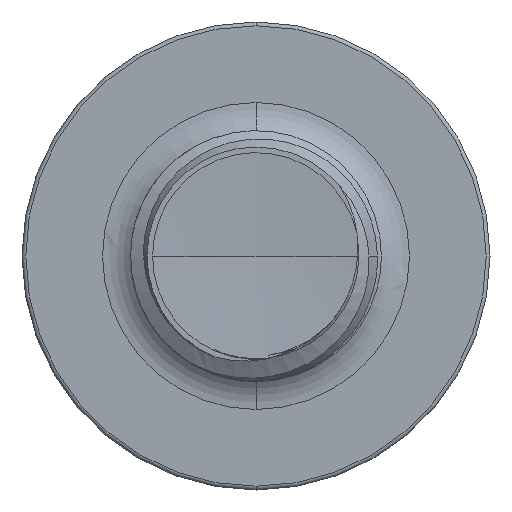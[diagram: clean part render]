
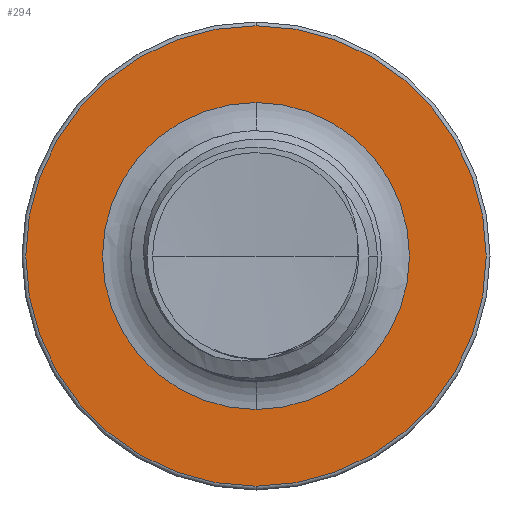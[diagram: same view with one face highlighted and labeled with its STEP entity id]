
A CAD part, front view. The second image highlights one B-rep face of the part: STEP entity #294.
In plain terms, the highlighted planar face has unit normal (0, -1, 0).
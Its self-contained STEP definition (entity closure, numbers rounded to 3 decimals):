
#294 = ADVANCED_FACE ( 'NONE', ( #13255, #12873 ), #10777, .T. ) ;
#425 = CARTESIAN_POINT ( 'NONE',  ( 0., 4.5, 0. ) ) ;
#632 = CARTESIAN_POINT ( 'NONE',  ( 0., 4.5, 1.836 ) ) ;
#1360 = DIRECTION ( 'NONE',  ( 0., 0., -1. ) ) ;
#1670 = DIRECTION ( 'NONE',  ( 0., -1., 0. ) ) ;
#1679 = DIRECTION ( 'NONE',  ( 0., 0., -1. ) ) ;
#2011 = CIRCLE ( 'NONE', #4187, 2.755 ) ;
#2566 = EDGE_CURVE ( 'NONE', #6470, #10237, #11064, .T. ) ;
#2797 = ORIENTED_EDGE ( 'NONE', *, *, #14270, .T. ) ;
#3599 = CIRCLE ( 'NONE', #15733, 2.755 ) ;
#4187 = AXIS2_PLACEMENT_3D ( 'NONE', #9208, #1670, #10464 ) ;
#4526 = VERTEX_POINT ( 'NONE', #13903 ) ;
#4853 = AXIS2_PLACEMENT_3D ( 'NONE', #10824, #9573, #1360 ) ;
#5076 = ORIENTED_EDGE ( 'NONE', *, *, #2566, .F. ) ;
#6470 = VERTEX_POINT ( 'NONE', #14424 ) ;
#6573 = DIRECTION ( 'NONE',  ( 0., -1., 0. ) ) ;
#6877 = VERTEX_POINT ( 'NONE', #10127 ) ;
#7008 = DIRECTION ( 'NONE',  ( 0., -1., 0. ) ) ;
#8170 = AXIS2_PLACEMENT_3D ( 'NONE', #425, #9216, #1679 ) ;
#9208 = CARTESIAN_POINT ( 'NONE',  ( 0., 4.5, 0. ) ) ;
#9216 = DIRECTION ( 'NONE',  ( 0., -1., 0. ) ) ;
#9573 = DIRECTION ( 'NONE',  ( 0., -1., 0. ) ) ;
#9922 = EDGE_LOOP ( 'NONE', ( #14621, #2797 ) ) ;
#10127 = CARTESIAN_POINT ( 'NONE',  ( 0., 4.5, -2.755 ) ) ;
#10237 = VERTEX_POINT ( 'NONE', #632 ) ;
#10464 = DIRECTION ( 'NONE',  ( 0., 0., -1. ) ) ;
#10777 = PLANE ( 'NONE',  #4853 ) ;
#10824 = CARTESIAN_POINT ( 'NONE',  ( 0., 4.5, 1.836 ) ) ;
#11064 = CIRCLE ( 'NONE', #12677, 1.836 ) ;
#11773 = EDGE_LOOP ( 'NONE', ( #5076, #13582 ) ) ;
#12377 = EDGE_CURVE ( 'NONE', #10237, #6470, #12659, .T. ) ;
#12659 = CIRCLE ( 'NONE', #8170, 1.836 ) ;
#12677 = AXIS2_PLACEMENT_3D ( 'NONE', #14102, #6573, #15351 ) ;
#12873 = FACE_BOUND ( 'NONE', #11773, .T. ) ;
#13255 = FACE_OUTER_BOUND ( 'NONE', #9922, .T. ) ;
#13331 = EDGE_CURVE ( 'NONE', #6877, #4526, #3599, .T. ) ;
#13582 = ORIENTED_EDGE ( 'NONE', *, *, #12377, .F. ) ;
#13903 = CARTESIAN_POINT ( 'NONE',  ( 0., 4.5, 2.755 ) ) ;
#14102 = CARTESIAN_POINT ( 'NONE',  ( 0., 4.5, 0. ) ) ;
#14270 = EDGE_CURVE ( 'NONE', #4526, #6877, #2011, .T. ) ;
#14424 = CARTESIAN_POINT ( 'NONE',  ( 0., 4.5, -1.836 ) ) ;
#14523 = CARTESIAN_POINT ( 'NONE',  ( 0., 4.5, 0. ) ) ;
#14621 = ORIENTED_EDGE ( 'NONE', *, *, #13331, .T. ) ;
#15351 = DIRECTION ( 'NONE',  ( 0., 0., -1. ) ) ;
#15733 = AXIS2_PLACEMENT_3D ( 'NONE', #14523, #7008, #15779 ) ;
#15779 = DIRECTION ( 'NONE',  ( 0., 0., -1. ) ) ;
